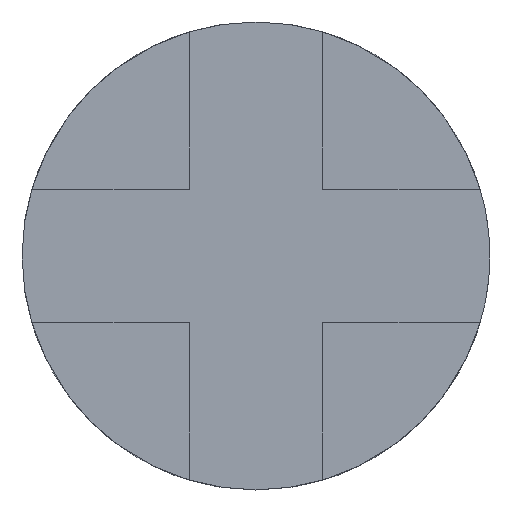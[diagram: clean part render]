
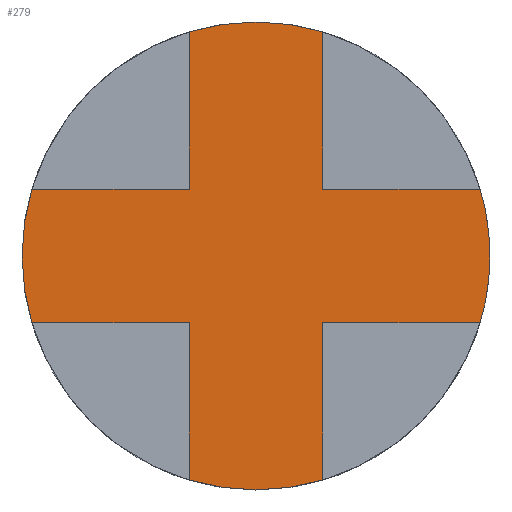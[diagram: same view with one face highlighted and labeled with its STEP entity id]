
A CAD part, top view. The second image highlights one B-rep face of the part: STEP entity #279.
In plain terms, the highlighted planar face has unit normal (0, 0, 1).
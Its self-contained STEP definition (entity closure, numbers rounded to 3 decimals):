
#16=CIRCLE('',#309,14.);
#17=CIRCLE('',#310,14.);
#18=CIRCLE('',#311,14.);
#19=CIRCLE('',#312,14.);
#20=CIRCLE('',#313,14.);
#34=FACE_OUTER_BOUND('',#49,.T.);
#49=EDGE_LOOP('',(#211,#212,#213,#214,#215,#216,#217,#218,#219,#220,#221,
#222,#223));
#58=LINE('',#414,#87);
#61=LINE('',#420,#90);
#65=LINE('',#429,#94);
#68=LINE('',#435,#97);
#72=LINE('',#444,#101);
#75=LINE('',#450,#104);
#79=LINE('',#459,#108);
#82=LINE('',#465,#111);
#87=VECTOR('',#331,10.);
#90=VECTOR('',#336,10.);
#94=VECTOR('',#342,10.);
#97=VECTOR('',#347,10.);
#101=VECTOR('',#353,10.);
#104=VECTOR('',#358,10.);
#108=VECTOR('',#364,10.);
#111=VECTOR('',#369,10.);
#116=VERTEX_POINT('',#411);
#117=VERTEX_POINT('',#413);
#119=VERTEX_POINT('',#419);
#122=VERTEX_POINT('',#426);
#123=VERTEX_POINT('',#428);
#125=VERTEX_POINT('',#434);
#128=VERTEX_POINT('',#441);
#129=VERTEX_POINT('',#443);
#131=VERTEX_POINT('',#449);
#134=VERTEX_POINT('',#456);
#135=VERTEX_POINT('',#458);
#137=VERTEX_POINT('',#464);
#138=VERTEX_POINT('',#470);
#142=EDGE_CURVE('',#117,#116,#58,.T.);
#145=EDGE_CURVE('',#119,#117,#61,.T.);
#149=EDGE_CURVE('',#123,#122,#65,.T.);
#152=EDGE_CURVE('',#125,#123,#68,.T.);
#156=EDGE_CURVE('',#129,#128,#72,.T.);
#159=EDGE_CURVE('',#131,#129,#75,.T.);
#163=EDGE_CURVE('',#135,#134,#79,.T.);
#166=EDGE_CURVE('',#137,#135,#82,.T.);
#168=EDGE_CURVE('',#134,#131,#16,.T.);
#169=EDGE_CURVE('',#128,#125,#17,.T.);
#170=EDGE_CURVE('',#122,#138,#18,.T.);
#171=EDGE_CURVE('',#138,#119,#19,.T.);
#172=EDGE_CURVE('',#116,#137,#20,.T.);
#211=ORIENTED_EDGE('',*,*,#166,.T.);
#212=ORIENTED_EDGE('',*,*,#163,.T.);
#213=ORIENTED_EDGE('',*,*,#168,.T.);
#214=ORIENTED_EDGE('',*,*,#159,.T.);
#215=ORIENTED_EDGE('',*,*,#156,.T.);
#216=ORIENTED_EDGE('',*,*,#169,.T.);
#217=ORIENTED_EDGE('',*,*,#152,.T.);
#218=ORIENTED_EDGE('',*,*,#149,.T.);
#219=ORIENTED_EDGE('',*,*,#170,.T.);
#220=ORIENTED_EDGE('',*,*,#171,.T.);
#221=ORIENTED_EDGE('',*,*,#145,.T.);
#222=ORIENTED_EDGE('',*,*,#142,.T.);
#223=ORIENTED_EDGE('',*,*,#172,.T.);
#265=PLANE('',#308);
#279=ADVANCED_FACE('',(#34),#265,.T.);
#308=AXIS2_PLACEMENT_3D('',#467,#371,#372);
#309=AXIS2_PLACEMENT_3D('',#468,#373,#374);
#310=AXIS2_PLACEMENT_3D('',#469,#375,#376);
#311=AXIS2_PLACEMENT_3D('',#471,#377,#378);
#312=AXIS2_PLACEMENT_3D('',#472,#379,#380);
#313=AXIS2_PLACEMENT_3D('',#473,#381,#382);
#331=DIRECTION('',(0.,1.,0.));
#336=DIRECTION('',(-1.,0.,0.));
#342=DIRECTION('',(1.,0.,0.));
#347=DIRECTION('',(0.,1.,0.));
#353=DIRECTION('',(0.,-1.,0.));
#358=DIRECTION('',(1.,0.,0.));
#364=DIRECTION('',(-1.,0.,0.));
#369=DIRECTION('',(0.,-1.,0.));
#371=DIRECTION('center_axis',(0.,0.,1.));
#372=DIRECTION('ref_axis',(-1.,0.,0.));
#373=DIRECTION('center_axis',(0.,0.,1.));
#374=DIRECTION('ref_axis',(-1.,0.,0.));
#375=DIRECTION('center_axis',(0.,0.,1.));
#376=DIRECTION('ref_axis',(-1.,0.,0.));
#377=DIRECTION('center_axis',(0.,0.,1.));
#378=DIRECTION('ref_axis',(-1.,0.,0.));
#379=DIRECTION('center_axis',(0.,0.,1.));
#380=DIRECTION('ref_axis',(-1.,0.,0.));
#381=DIRECTION('center_axis',(0.,0.,1.));
#382=DIRECTION('ref_axis',(-1.,0.,0.));
#411=CARTESIAN_POINT('',(-26.,30.416,12.5));
#413=CARTESIAN_POINT('',(-26.,21.,12.5));
#414=CARTESIAN_POINT('',(-26.,30.416,12.5));
#419=CARTESIAN_POINT('',(-16.584,21.,12.5));
#420=CARTESIAN_POINT('',(-43.416,21.,12.5));
#426=CARTESIAN_POINT('',(-16.584,13.,12.5));
#428=CARTESIAN_POINT('',(-26.,13.,12.5));
#429=CARTESIAN_POINT('',(-43.416,13.,12.5));
#434=CARTESIAN_POINT('',(-26.,3.584,12.5));
#435=CARTESIAN_POINT('',(-26.,30.416,12.5));
#441=CARTESIAN_POINT('',(-34.,3.584,12.5));
#443=CARTESIAN_POINT('',(-34.,13.,12.5));
#444=CARTESIAN_POINT('',(-34.,30.416,12.5));
#449=CARTESIAN_POINT('',(-43.416,13.,12.5));
#450=CARTESIAN_POINT('',(-43.416,13.,12.5));
#456=CARTESIAN_POINT('',(-43.416,21.,12.5));
#458=CARTESIAN_POINT('',(-34.,21.,12.5));
#459=CARTESIAN_POINT('',(-43.416,21.,12.5));
#464=CARTESIAN_POINT('',(-34.,30.416,12.5));
#465=CARTESIAN_POINT('',(-34.,30.416,12.5));
#467=CARTESIAN_POINT('Origin',(-30.,17.,12.5));
#468=CARTESIAN_POINT('Origin',(-30.,17.,12.5));
#469=CARTESIAN_POINT('Origin',(-30.,17.,12.5));
#470=CARTESIAN_POINT('',(-16.,17.,12.5));
#471=CARTESIAN_POINT('Origin',(-30.,17.,12.5));
#472=CARTESIAN_POINT('Origin',(-30.,17.,12.5));
#473=CARTESIAN_POINT('Origin',(-30.,17.,12.5));
